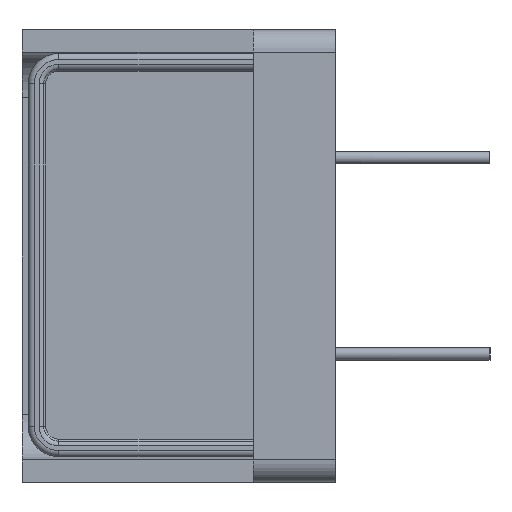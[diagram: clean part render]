
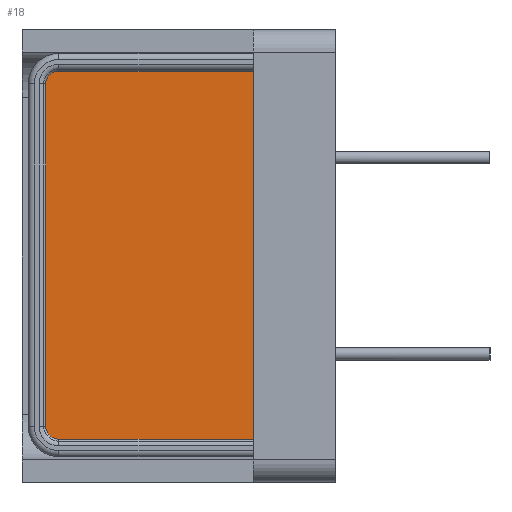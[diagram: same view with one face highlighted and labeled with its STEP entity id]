
A CAD part, left-side view. The second image highlights one B-rep face of the part: STEP entity #18.
In plain terms, the highlighted face is planar.
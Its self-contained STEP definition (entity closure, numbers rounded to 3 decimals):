
#18 = ADVANCED_FACE ( 'NONE', ( #2329 ), #8485, .T. ) ;
#782 = EDGE_CURVE ( 'NONE', #5219, #8816, #3358, .T. ) ;
#791 = CARTESIAN_POINT ( 'NONE',  ( -11.25, 0.3, 6.6 ) ) ;
#811 = VERTEX_POINT ( 'NONE', #16088 ) ;
#827 = CARTESIAN_POINT ( 'NONE',  ( -12.098, 0.3, -6.6 ) ) ;
#1182 = VECTOR ( 'NONE', #8652, 1000. ) ;
#1272 = ORIENTED_EDGE ( 'NONE', *, *, #12614, .F. ) ;
#1352 = CIRCLE ( 'NONE', #14629, 0.848 ) ;
#1400 = AXIS2_PLACEMENT_3D ( 'NONE', #2921, #13248, #1672 ) ;
#1525 = CARTESIAN_POINT ( 'NONE',  ( -12.098, 0.3, -6.6 ) ) ;
#1608 = ORIENTED_EDGE ( 'NONE', *, *, #8661, .F. ) ;
#1672 = DIRECTION ( 'NONE',  ( 0., 0., -1. ) ) ;
#1930 = VECTOR ( 'NONE', #15500, 1000. ) ;
#2329 = FACE_OUTER_BOUND ( 'NONE', #2349, .T. ) ;
#2349 = EDGE_LOOP ( 'NONE', ( #8804, #13221, #12014, #1608, #2980, #9455, #9830, #1272 ) ) ;
#2778 = VECTOR ( 'NONE', #10747, 1000. ) ;
#2921 = CARTESIAN_POINT ( 'NONE',  ( -11.25, 0.3, -6.6 ) ) ;
#2980 = ORIENTED_EDGE ( 'NONE', *, *, #15617, .F. ) ;
#3358 = LINE ( 'NONE', #6838, #2778 ) ;
#3417 = CARTESIAN_POINT ( 'NONE',  ( -11.25, 0.3, -7.448 ) ) ;
#3665 = DIRECTION ( 'NONE',  ( 0., -1., 0. ) ) ;
#4346 = CIRCLE ( 'NONE', #1400, 0.848 ) ;
#4740 = CARTESIAN_POINT ( 'NONE',  ( 11.25, 0.3, 7.448 ) ) ;
#4967 = EDGE_CURVE ( 'NONE', #9418, #13724, #11168, .T. ) ;
#5219 = VERTEX_POINT ( 'NONE', #10387 ) ;
#5578 = EDGE_CURVE ( 'NONE', #11957, #5219, #13138, .T. ) ;
#5629 = CIRCLE ( 'NONE', #14906, 0.848 ) ;
#6598 = DIRECTION ( 'NONE',  ( 0., 1., 0. ) ) ;
#6838 = CARTESIAN_POINT ( 'NONE',  ( -11.25, 0.3, -7.448 ) ) ;
#6880 = EDGE_CURVE ( 'NONE', #8816, #13136, #4346, .T. ) ;
#6940 = DIRECTION ( 'NONE',  ( 0., 0., -1. ) ) ;
#7333 = AXIS2_PLACEMENT_3D ( 'NONE', #15048, #3665, #8722 ) ;
#7568 = DIRECTION ( 'NONE',  ( 0., 0., -1. ) ) ;
#8485 = PLANE ( 'NONE',  #7333 ) ;
#8652 = DIRECTION ( 'NONE',  ( 0., 0., -1. ) ) ;
#8661 = EDGE_CURVE ( 'NONE', #811, #11957, #12646, .T. ) ;
#8722 = DIRECTION ( 'NONE',  ( 0., 0., -1. ) ) ;
#8804 = ORIENTED_EDGE ( 'NONE', *, *, #6880, .F. ) ;
#8816 = VERTEX_POINT ( 'NONE', #3417 ) ;
#8902 = CARTESIAN_POINT ( 'NONE',  ( 12.098, 0.3, -6.6 ) ) ;
#9418 = VERTEX_POINT ( 'NONE', #9539 ) ;
#9455 = ORIENTED_EDGE ( 'NONE', *, *, #4967, .F. ) ;
#9539 = CARTESIAN_POINT ( 'NONE',  ( -11.25, 0.3, 7.448 ) ) ;
#9830 = ORIENTED_EDGE ( 'NONE', *, *, #15074, .F. ) ;
#10184 = DIRECTION ( 'NONE',  ( 0., 0., -1. ) ) ;
#10387 = CARTESIAN_POINT ( 'NONE',  ( 11.25, 0.3, -7.448 ) ) ;
#10413 = LINE ( 'NONE', #1525, #1930 ) ;
#10670 = VERTEX_POINT ( 'NONE', #12270 ) ;
#10747 = DIRECTION ( 'NONE',  ( -1., 0., 0. ) ) ;
#11168 = LINE ( 'NONE', #16267, #13622 ) ;
#11957 = VERTEX_POINT ( 'NONE', #12760 ) ;
#12014 = ORIENTED_EDGE ( 'NONE', *, *, #5578, .F. ) ;
#12270 = CARTESIAN_POINT ( 'NONE',  ( -12.098, 0.3, 6.6 ) ) ;
#12614 = EDGE_CURVE ( 'NONE', #13136, #10670, #10413, .T. ) ;
#12646 = LINE ( 'NONE', #8902, #1182 ) ;
#12760 = CARTESIAN_POINT ( 'NONE',  ( 12.098, 0.3, -6.6 ) ) ;
#12842 = CARTESIAN_POINT ( 'NONE',  ( 11.25, 0.3, -6.6 ) ) ;
#13136 = VERTEX_POINT ( 'NONE', #827 ) ;
#13138 = CIRCLE ( 'NONE', #15254, 0.848 ) ;
#13221 = ORIENTED_EDGE ( 'NONE', *, *, #782, .F. ) ;
#13248 = DIRECTION ( 'NONE',  ( 0., 1., 0. ) ) ;
#13622 = VECTOR ( 'NONE', #15005, 1000. ) ;
#13724 = VERTEX_POINT ( 'NONE', #4740 ) ;
#13895 = DIRECTION ( 'NONE',  ( 0., 1., 0. ) ) ;
#14629 = AXIS2_PLACEMENT_3D ( 'NONE', #791, #14769, #6940 ) ;
#14769 = DIRECTION ( 'NONE',  ( 0., 1., 0. ) ) ;
#14906 = AXIS2_PLACEMENT_3D ( 'NONE', #15231, #13895, #7568 ) ;
#15005 = DIRECTION ( 'NONE',  ( 1., 0., 0. ) ) ;
#15048 = CARTESIAN_POINT ( 'NONE',  ( -11.25, 0.3, -6.6 ) ) ;
#15074 = EDGE_CURVE ( 'NONE', #10670, #9418, #1352, .T. ) ;
#15231 = CARTESIAN_POINT ( 'NONE',  ( 11.25, 0.3, 6.6 ) ) ;
#15254 = AXIS2_PLACEMENT_3D ( 'NONE', #12842, #6598, #10184 ) ;
#15500 = DIRECTION ( 'NONE',  ( 0., 0., 1. ) ) ;
#15617 = EDGE_CURVE ( 'NONE', #13724, #811, #5629, .T. ) ;
#16088 = CARTESIAN_POINT ( 'NONE',  ( 12.098, 0.3, 6.6 ) ) ;
#16267 = CARTESIAN_POINT ( 'NONE',  ( -11.25, 0.3, 7.448 ) ) ;
